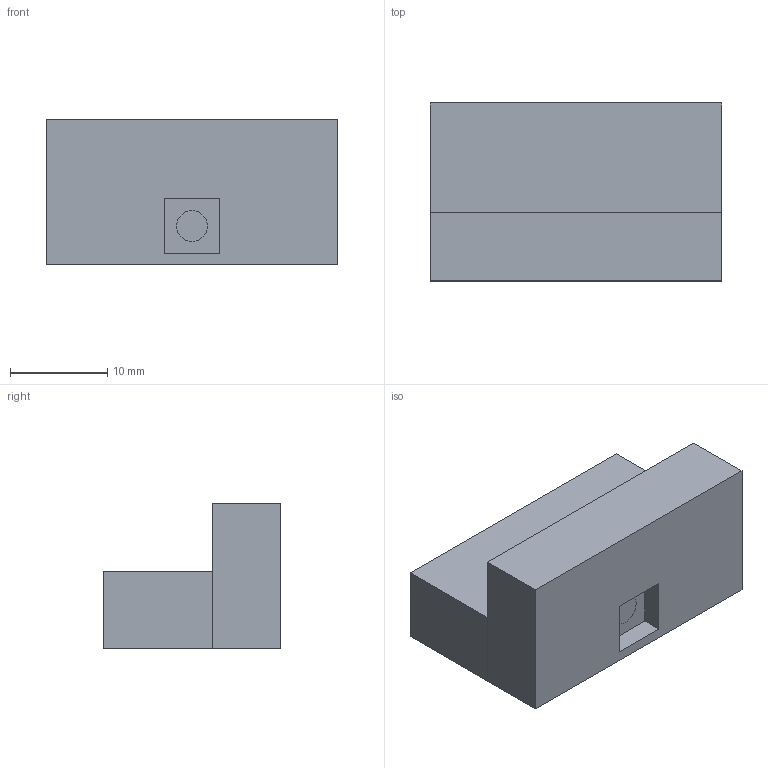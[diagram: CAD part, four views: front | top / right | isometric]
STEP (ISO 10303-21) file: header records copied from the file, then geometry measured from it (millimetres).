
FILE_DESCRIPTION(('FreeCAD Model'),'2;1');
FILE_NAME('Open CASCADE Shape Model','2022-11-03T21:06:22',(''),(''), 'Open CASCADE STEP processor 7.6','FreeCAD','Unknown');
FILE_SCHEMA(('AUTOMOTIVE_DESIGN { 1 0 10303 214 1 1 1 1 }'));
Length unit declared in the file: millimetre
Products named in the file (2): printMonSupp; Body044
Assembly tree (1 placements, depth 2):
  printMonSupp
    Body044
Bounding box: 30 x 18.3 x 15 mm (x, y, z)
Volume: 5666.4 mm3; surface area: 2596.7 mm2
Topology: 1 solids, 1 shells, 20 faces, 41 edges, 26 vertices
Faces by surface type: plane 18, cylinder 2
Full cylindrical faces by diameter (mm): 3.2 x2
Entity records: 1096 total; most frequent: CARTESIAN_POINT 183, DIRECTION 169, LINE 115, VECTOR 115, ORIENTED_EDGE 82, PCURVE 82, DEFINITIONAL_REPRESENTATION 82, EDGE_CURVE 41
